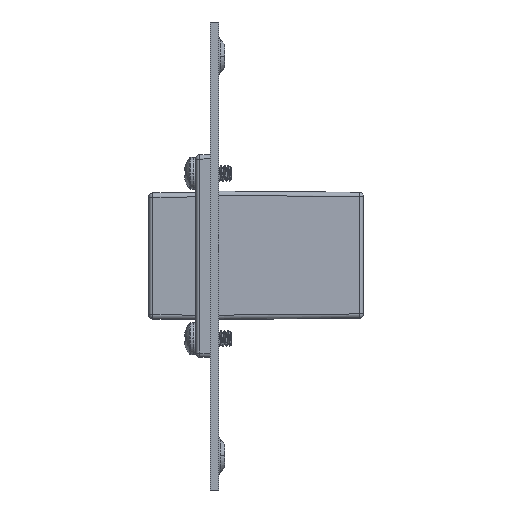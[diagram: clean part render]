
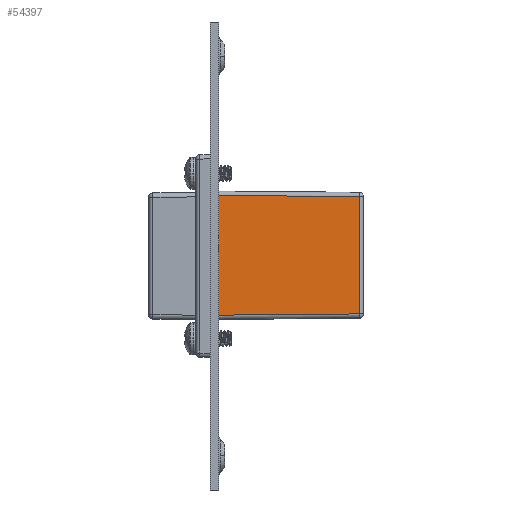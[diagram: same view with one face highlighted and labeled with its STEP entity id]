
A CAD part, left-side view. The second image highlights one B-rep face of the part: STEP entity #54397.
In plain terms, the highlighted face is planar.
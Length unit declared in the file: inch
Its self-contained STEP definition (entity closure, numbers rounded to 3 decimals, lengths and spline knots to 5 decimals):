
#1993 = EDGE_CURVE ( 'NONE', #64319, #74917, #53672, .T. ) ;
#2157 = CARTESIAN_POINT ( 'NONE',  ( -0.3287, -0.41367, 0.98845 ) ) ;
#3172 = DIRECTION ( 'NONE',  ( -0.009, 0., 1. ) ) ;
#5576 = EDGE_CURVE ( 'NONE', #7886, #74917, #80891, .T. ) ;
#7161 = CARTESIAN_POINT ( 'NONE',  ( -0.31973, -0.43443, -0.04034 ) ) ;
#7472 = DIRECTION ( 'NONE',  ( 0., -1., 0. ) ) ;
#7886 = VERTEX_POINT ( 'NONE', #44160 ) ;
#8564 = EDGE_LOOP ( 'NONE', ( #48293, #67917, #91092, #79815 ) ) ;
#11807 = EDGE_CURVE ( '??91', #34079, #7886, #17129, .T. ) ;
#11991 = VECTOR ( 'NONE', #70768, 39.37008 ) ;
#14729 = CARTESIAN_POINT ( 'NONE',  ( -0.31973, 0.40469, -0.04034 ) ) ;
#17129 = LINE ( 'NONE', #7161, #71188 ) ;
#18393 = VECTOR ( 'NONE', #27133, 39.37008 ) ;
#27133 = DIRECTION ( 'NONE',  ( 0., -1., 0. ) ) ;
#31266 = CARTESIAN_POINT ( 'NONE',  ( -0.32008, 0.43504, 0. ) ) ;
#34079 = VERTEX_POINT ( 'NONE', #14729 ) ;
#37355 = DIRECTION ( 'NONE',  ( -0.009, -0.009, 1. ) ) ;
#37671 = AXIS2_PLACEMENT_3D ( 'NONE', #31266, #45374, #3172 ) ;
#43569 = EDGE_CURVE ( 'NONE', #64319, #34079, #51676, .T. ) ;
#44160 = CARTESIAN_POINT ( 'NONE',  ( -0.31973, -0.40469, -0.04034 ) ) ;
#45374 = DIRECTION ( 'NONE',  ( -1., 0., -0.009 ) ) ;
#48293 = ORIENTED_EDGE ( 'NONE', *, *, #11807, .T. ) ;
#51676 = LINE ( 'NONE', #77829, #11991 ) ;
#53672 = LINE ( 'NONE', #69409, #18393 ) ;
#54397 = ADVANCED_FACE ( '?3', ( #56914 ), #59361, .T. ) ;
#56914 = FACE_OUTER_BOUND ( 'NONE', #8564, .T. ) ;
#59361 = PLANE ( 'NONE',  #37671 ) ;
#64319 = VERTEX_POINT ( 'NONE', #78971 ) ;
#67917 = ORIENTED_EDGE ( 'NONE', *, *, #5576, .T. ) ;
#69409 = CARTESIAN_POINT ( 'NONE',  ( -0.3287, 0.43504, 0.98819 ) ) ;
#70768 = DIRECTION ( 'NONE',  ( 0.009, -0.009, -1. ) ) ;
#71188 = VECTOR ( 'NONE', #7472, 39.37008 ) ;
#74917 = VERTEX_POINT ( 'NONE', #87420 ) ;
#77829 = CARTESIAN_POINT ( 'NONE',  ( -0.32008, 0.40504, 0.00026 ) ) ;
#78653 = VECTOR ( 'NONE', #37355, 39.37008 ) ;
#78971 = CARTESIAN_POINT ( 'NONE',  ( -0.3287, 0.41366, 0.98819 ) ) ;
#79815 = ORIENTED_EDGE ( 'NONE', *, *, #43569, .T. ) ;
#80891 = LINE ( 'NONE', #2157, #78653 ) ;
#87420 = CARTESIAN_POINT ( 'NONE',  ( -0.3287, -0.41366, 0.98819 ) ) ;
#91092 = ORIENTED_EDGE ( 'NONE', *, *, #1993, .F. ) ;
